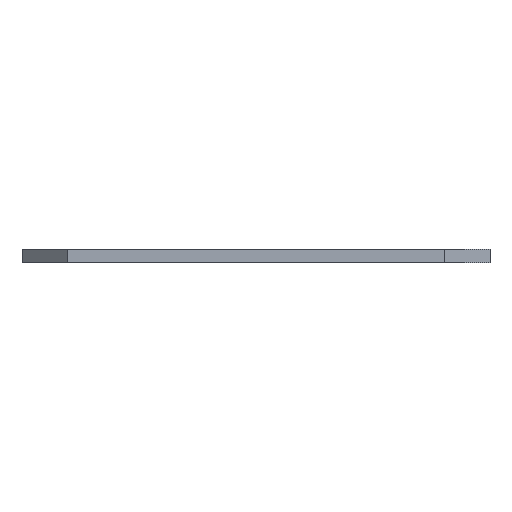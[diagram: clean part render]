
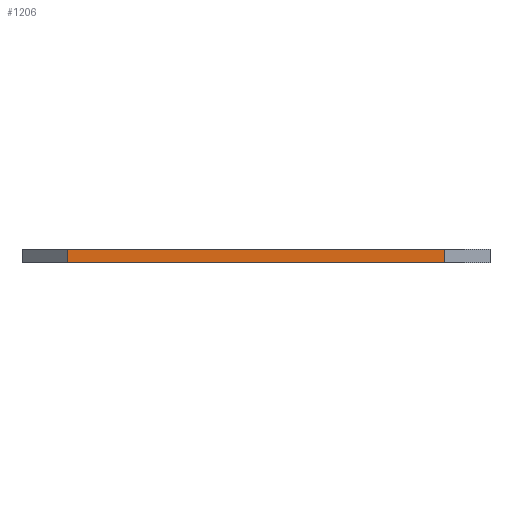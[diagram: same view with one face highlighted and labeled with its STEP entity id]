
A CAD part, left-side view. The second image highlights one B-rep face of the part: STEP entity #1206.
In plain terms, the highlighted planar face has unit normal (-1, 0, 0).
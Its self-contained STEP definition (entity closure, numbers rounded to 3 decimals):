
#150 = CARTESIAN_POINT ( 'NONE',  ( -92.5, 21., 0. ) ) ;
#269 = EDGE_CURVE ( 'NONE', #328, #2059, #2382, .T. ) ;
#328 = VERTEX_POINT ( 'NONE', #150 ) ;
#331 = CARTESIAN_POINT ( 'NONE',  ( -92.5, 21., 1.5 ) ) ;
#404 = CARTESIAN_POINT ( 'NONE',  ( -92.5, 21., 1.5 ) ) ;
#542 = DIRECTION ( 'NONE',  ( 0., 0., -1. ) ) ;
#552 = LINE ( 'NONE', #331, #1889 ) ;
#583 = DIRECTION ( 'NONE',  ( 0., 0., -1. ) ) ;
#839 = EDGE_LOOP ( 'NONE', ( #2680, #3402, #2055, #2756 ) ) ;
#1032 = VECTOR ( 'NONE', #2499, 1000. ) ;
#1192 = PLANE ( 'NONE',  #2971 ) ;
#1206 = ADVANCED_FACE ( 'NONE', ( #3076 ), #1192, .F. ) ;
#1433 = CARTESIAN_POINT ( 'NONE',  ( -92.5, -21., 0. ) ) ;
#1467 = DIRECTION ( 'NONE',  ( 0., 0., -1. ) ) ;
#1488 = EDGE_CURVE ( 'NONE', #2843, #2059, #2370, .T. ) ;
#1590 = VECTOR ( 'NONE', #3234, 1000. ) ;
#1619 = CARTESIAN_POINT ( 'NONE',  ( -92.5, 21., 0. ) ) ;
#1863 = CARTESIAN_POINT ( 'NONE',  ( -92.5, -21., 1.5 ) ) ;
#1889 = VECTOR ( 'NONE', #583, 1000. ) ;
#2030 = EDGE_CURVE ( 'NONE', #2750, #2843, #3186, .T. ) ;
#2055 = ORIENTED_EDGE ( 'NONE', *, *, #2030, .F. ) ;
#2059 = VERTEX_POINT ( 'NONE', #1433 ) ;
#2233 = CARTESIAN_POINT ( 'NONE',  ( -92.5, 21., 1.5 ) ) ;
#2279 = VECTOR ( 'NONE', #542, 1000. ) ;
#2320 = CARTESIAN_POINT ( 'NONE',  ( -92.5, 21., 1.5 ) ) ;
#2370 = LINE ( 'NONE', #3220, #2279 ) ;
#2382 = LINE ( 'NONE', #1619, #1590 ) ;
#2454 = EDGE_CURVE ( 'NONE', #2750, #328, #552, .T. ) ;
#2499 = DIRECTION ( 'NONE',  ( 0., -1., 0. ) ) ;
#2680 = ORIENTED_EDGE ( 'NONE', *, *, #269, .T. ) ;
#2750 = VERTEX_POINT ( 'NONE', #2320 ) ;
#2756 = ORIENTED_EDGE ( 'NONE', *, *, #2454, .T. ) ;
#2843 = VERTEX_POINT ( 'NONE', #1863 ) ;
#2971 = AXIS2_PLACEMENT_3D ( 'NONE', #404, #3078, #1467 ) ;
#3076 = FACE_OUTER_BOUND ( 'NONE', #839, .T. ) ;
#3078 = DIRECTION ( 'NONE',  ( 1., 0., 0. ) ) ;
#3186 = LINE ( 'NONE', #2233, #1032 ) ;
#3220 = CARTESIAN_POINT ( 'NONE',  ( -92.5, -21., 1.5 ) ) ;
#3234 = DIRECTION ( 'NONE',  ( 0., -1., 0. ) ) ;
#3402 = ORIENTED_EDGE ( 'NONE', *, *, #1488, .F. ) ;
